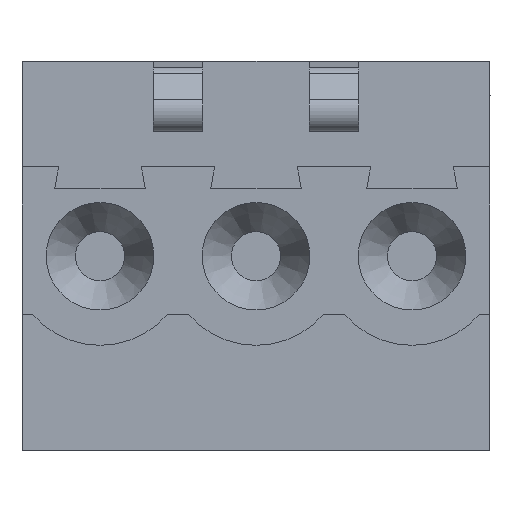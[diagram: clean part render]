
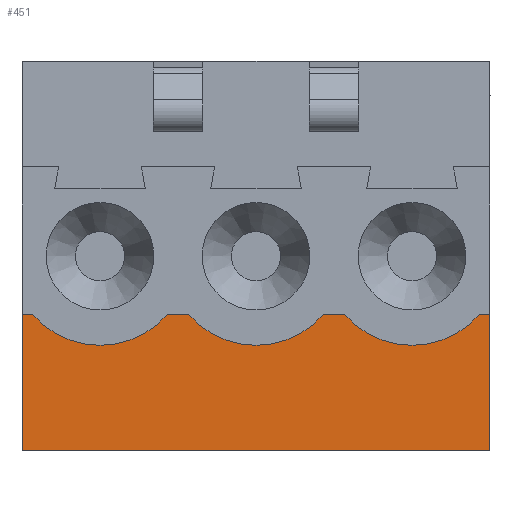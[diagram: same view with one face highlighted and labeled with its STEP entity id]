
A CAD part, front view. The second image highlights one B-rep face of the part: STEP entity #451.
In plain terms, the highlighted planar face has unit normal (0, -1, 0).
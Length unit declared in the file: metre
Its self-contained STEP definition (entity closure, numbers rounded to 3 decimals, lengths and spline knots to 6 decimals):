
#451=ADVANCED_FACE('',(#937),#938,.T.);
#937=FACE_OUTER_BOUND('',#1444,.T.);
#938=PLANE('',#1445);
#1444=EDGE_LOOP('',(#2742,#2743,#2744,#2745,#2746,#2747,#2748,#2749,#2750,#2751));
#1445=AXIS2_PLACEMENT_3D('',#2752,#2753,#2754);
#2742=ORIENTED_EDGE('',*,*,#3410,.F.);
#2743=ORIENTED_EDGE('',*,*,#3025,.F.);
#2744=ORIENTED_EDGE('',*,*,#3496,.F.);
#2745=ORIENTED_EDGE('',*,*,#3289,.F.);
#2746=ORIENTED_EDGE('',*,*,#3397,.F.);
#2747=ORIENTED_EDGE('',*,*,#3497,.F.);
#2748=ORIENTED_EDGE('',*,*,#3498,.F.);
#2749=ORIENTED_EDGE('',*,*,#3454,.F.);
#2750=ORIENTED_EDGE('',*,*,#3364,.F.);
#2751=ORIENTED_EDGE('',*,*,#3430,.F.);
#2752=CARTESIAN_POINT('',(0.08382,0.,-0.006364));
#2753=DIRECTION('',(0.,-1.0,0.));
#2754=DIRECTION('',(1.0,0.,0.));
#3025=EDGE_CURVE('',#3627,#3629,#3630,.T.);
#3289=EDGE_CURVE('',#4050,#4052,#4053,.T.);
#3364=EDGE_CURVE('',#4156,#4158,#4159,.T.);
#3397=EDGE_CURVE('',#4201,#4050,#4202,.T.);
#3410=EDGE_CURVE('',#3629,#4217,#4218,.T.);
#3430=EDGE_CURVE('',#4217,#4156,#4244,.T.);
#3454=EDGE_CURVE('',#4158,#4270,#4271,.T.);
#3496=EDGE_CURVE('',#4052,#3627,#4319,.T.);
#3497=EDGE_CURVE('',#4320,#4201,#4321,.T.);
#3498=EDGE_CURVE('',#4270,#4320,#4322,.T.);
#3627=VERTEX_POINT('',#4480);
#3629=VERTEX_POINT('',#4483);
#3630=LINE('',#4484,#4485);
#4050=VERTEX_POINT('',#5085);
#4052=VERTEX_POINT('',#5088);
#4053=CIRCLE('',#5089,0.0029);
#4156=VERTEX_POINT('',#5242);
#4158=VERTEX_POINT('',#5245);
#4159=LINE('',#5246,#5247);
#4201=VERTEX_POINT('',#5306);
#4202=LINE('',#5307,#5308);
#4217=VERTEX_POINT('',#5329);
#4218=LINE('',#5330,#5331);
#4244=LINE('',#5369,#5370);
#4270=VERTEX_POINT('',#5405);
#4271=CIRCLE('',#5406,0.0029);
#4319=LINE('',#5467,#5468);
#4320=VERTEX_POINT('',#5469);
#4321=CIRCLE('',#5470,0.0029);
#4322=LINE('',#5471,#5472);
#4480=CARTESIAN_POINT('',(0.01524,0.,-0.008258));
#4483=CARTESIAN_POINT('',(0.01524,0.,-0.0127));
#4484=CARTESIAN_POINT('',(0.01524,0.,-0.009252));
#4485=VECTOR('',#5585,1.0);
#5085=CARTESIAN_POINT('',(0.010509,0.,-0.008258));
#5088=CARTESIAN_POINT('',(0.014891,0.,-0.008258));
#5089=AXIS2_PLACEMENT_3D('',#5891,#5892,#5893);
#5242=CARTESIAN_POINT('',(0.,0.0,-0.008258));
#5245=CARTESIAN_POINT('',(0.000349,0.,-0.008258));
#5246=CARTESIAN_POINT('',(0.00254,0.,-0.008258));
#5247=VECTOR('',#5963,1.0);
#5306=CARTESIAN_POINT('',(0.009811,0.,-0.008258));
#5307=CARTESIAN_POINT('',(0.010509,0.,-0.008258));
#5308=VECTOR('',#5993,1.0);
#5329=CARTESIAN_POINT('',(0.,0.0,-0.0127));
#5330=CARTESIAN_POINT('',(0.127,0.,-0.0127));
#5331=VECTOR('',#6000,1.0);
#5369=CARTESIAN_POINT('',(0.,0.0,-0.006364));
#5370=VECTOR('',#6028,1.0);
#5405=CARTESIAN_POINT('',(0.004731,0.,-0.008258));
#5406=AXIS2_PLACEMENT_3D('',#6047,#6048,#6049);
#5467=CARTESIAN_POINT('',(0.01524,0.,-0.008258));
#5468=VECTOR('',#6075,1.0);
#5469=CARTESIAN_POINT('',(0.005429,0.,-0.008258));
#5470=AXIS2_PLACEMENT_3D('',#6076,#6077,#6078);
#5471=CARTESIAN_POINT('',(0.005429,0.,-0.008258));
#5472=VECTOR('',#6079,1.0);
#5585=DIRECTION('',(0.,0.,-1.0));
#5891=CARTESIAN_POINT('',(0.0127,0.,-0.006358));
#5892=DIRECTION('',(0.,-1.0,0.));
#5893=DIRECTION('',(0.457,0.,0.89));
#5963=DIRECTION('',(1.0,0.,0.));
#5993=DIRECTION('',(1.0,0.,0.));
#6000=DIRECTION('',(-1.0,0.,0.));
#6028=DIRECTION('',(0.,0.,1.0));
#6047=CARTESIAN_POINT('',(0.00254,0.,-0.006358));
#6048=DIRECTION('',(0.,-1.0,0.));
#6049=DIRECTION('',(1.0,0.,0.));
#6075=DIRECTION('',(1.0,0.,0.));
#6076=CARTESIAN_POINT('',(0.00762,0.,-0.006358));
#6077=DIRECTION('',(0.,-1.0,0.));
#6078=DIRECTION('',(0.457,0.,0.89));
#6079=DIRECTION('',(1.0,0.,0.));
